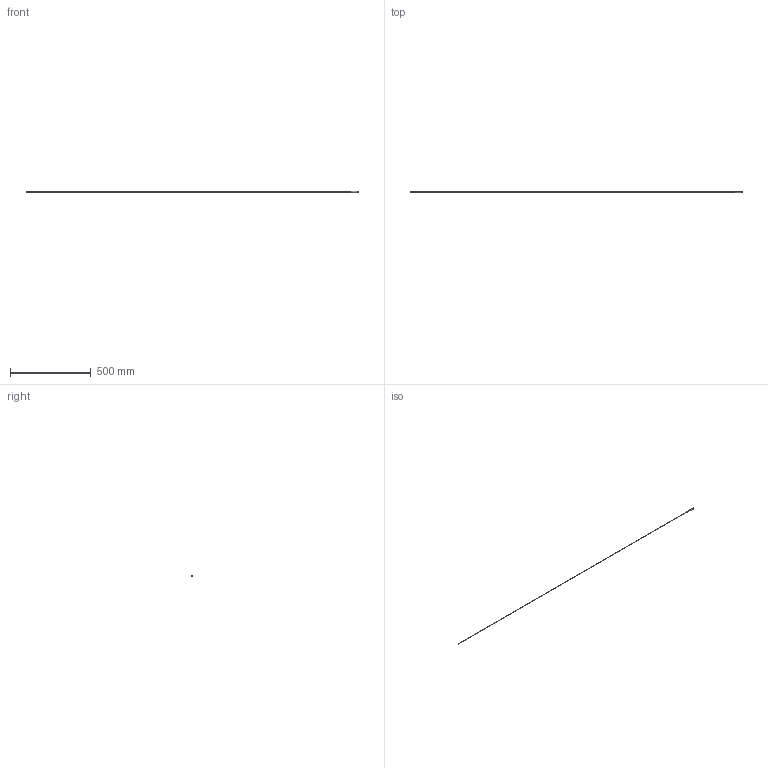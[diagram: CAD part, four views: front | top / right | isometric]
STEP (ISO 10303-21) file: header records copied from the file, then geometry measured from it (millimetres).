
FILE_DESCRIPTION (( 'STEP AP214' ), '1' );
FILE_NAME ('PXIND-63002NA_3D.step', '2023-07-14T19:01:26', ( '' ), ( '' ), 'SwSTEP 2.0', 'SolidWorks 2022', '' );
FILE_SCHEMA (( 'AUTOMOTIVE_DESIGN' ));
Length unit declared in the file: millimetre
Products named in the file (1): PXIND-63002NA_3D
Bounding box: 2057.9 x 6.45 x 6.5 mm (x, y, z)
Volume: 11506.8 mm3; surface area: 16996.3 mm2
Topology: 4 solids, 4 shells, 27 faces, 52 edges, 34 vertices
Faces by surface type: plane 11, cylinder 8, torus 8
Entity records: 819 total; most frequent: CARTESIAN_POINT 164, DIRECTION 148, ORIENTED_EDGE 104, AXIS2_PLACEMENT_3D 70, EDGE_CURVE 52, CIRCLE 42, VERTEX_POINT 34, EDGE_LOOP 28
